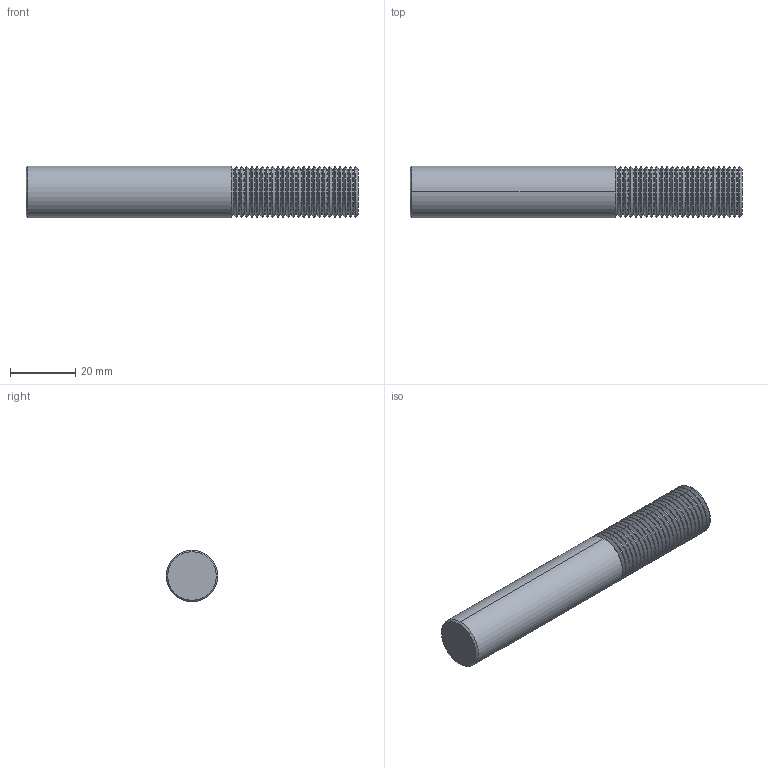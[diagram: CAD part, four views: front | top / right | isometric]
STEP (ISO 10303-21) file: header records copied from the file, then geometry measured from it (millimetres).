
FILE_DESCRIPTION (( 'STEP AP203' ), '1' );
FILE_NAME ('TMI620-16H.STEP', '2021-09-16T18:40:12', ( '' ), ( '' ), 'SwSTEP 2.0', 'SolidWorks 2020', '' );
FILE_SCHEMA (( 'CONFIG_CONTROL_DESIGN' ));
Length unit declared in the file: inch
Products named in the file (1): TMI620-16H
Bounding box: 101.6 x 15.87 x 15.87 mm (x, y, z)
Volume: 18983.6 mm3; surface area: 6532.3 mm2
Topology: 1 solids, 1 shells, 202 faces, 402 edges, 202 vertices
Faces by surface type: cylinder 100, cone 100, plane 2
Entity records: 5123 total; most frequent: DIRECTION 1010, CARTESIAN_POINT 807, ORIENTED_EDGE 804, AXIS2_PLACEMENT_3D 405, EDGE_CURVE 402, ADVANCED_FACE 202, VERTEX_POINT 202, EDGE_LOOP 202
